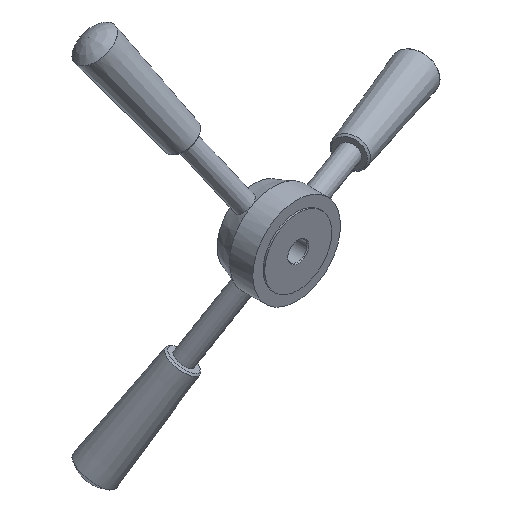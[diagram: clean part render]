
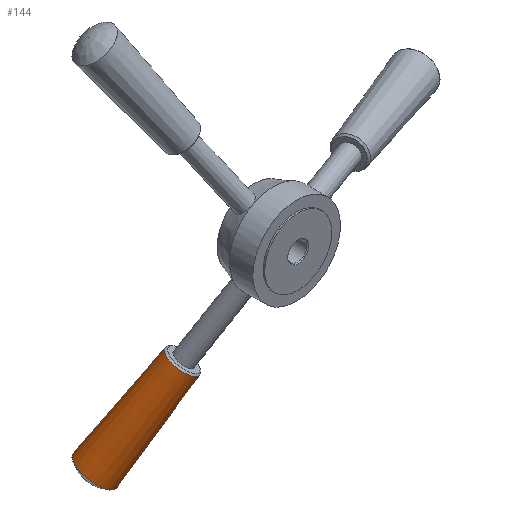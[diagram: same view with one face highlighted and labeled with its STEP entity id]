
A CAD part, isometric view. The second image highlights one B-rep face of the part: STEP entity #144.
In plain terms, the highlighted conical face has half-angle 2.106 degrees and reference radius 9.903 mm.
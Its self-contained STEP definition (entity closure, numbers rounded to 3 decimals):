
#144=ADVANCED_FACE('',(#180,#241),#158,.T.);
#158=CONICAL_SURFACE('',#476,9.903,2.106);
#180=FACE_OUTER_BOUND('',#297,.T.);
#205=CIRCLE('',#473,12.403);
#206=CIRCLE('',#475,9.903);
#241=FACE_BOUND('',#298,.T.);
#297=EDGE_LOOP('',(#355));
#298=EDGE_LOOP('',(#356));
#355=ORIENTED_EDGE('',*,*,#420,.F.);
#356=ORIENTED_EDGE('',*,*,#421,.T.);
#390=VERTEX_POINT('',#805);
#391=VERTEX_POINT('',#808);
#420=EDGE_CURVE('',#390,#390,#205,.T.);
#421=EDGE_CURVE('',#391,#391,#206,.T.);
#473=AXIS2_PLACEMENT_3D('',#804,#572,#573);
#475=AXIS2_PLACEMENT_3D('',#807,#576,#577);
#476=AXIS2_PLACEMENT_3D('',#809,#578,#579);
#572=DIRECTION('',(-0.47,0.342,-0.814));
#573=DIRECTION('',(0.171,0.94,0.296));
#576=DIRECTION('',(-0.47,0.342,-0.814));
#577=DIRECTION('',(0.171,0.94,0.296));
#578=DIRECTION('',(-0.47,0.342,-0.814));
#579=DIRECTION('',(0.171,0.94,0.296));
#804=CARTESIAN_POINT('',(554.752,452.388,-116.35));
#805=CARTESIAN_POINT('',(556.873,464.043,-112.677));
#807=CARTESIAN_POINT('',(586.702,429.131,-61.012));
#808=CARTESIAN_POINT('',(588.395,438.436,-58.079));
#809=CARTESIAN_POINT('',(586.702,429.131,-61.012));
